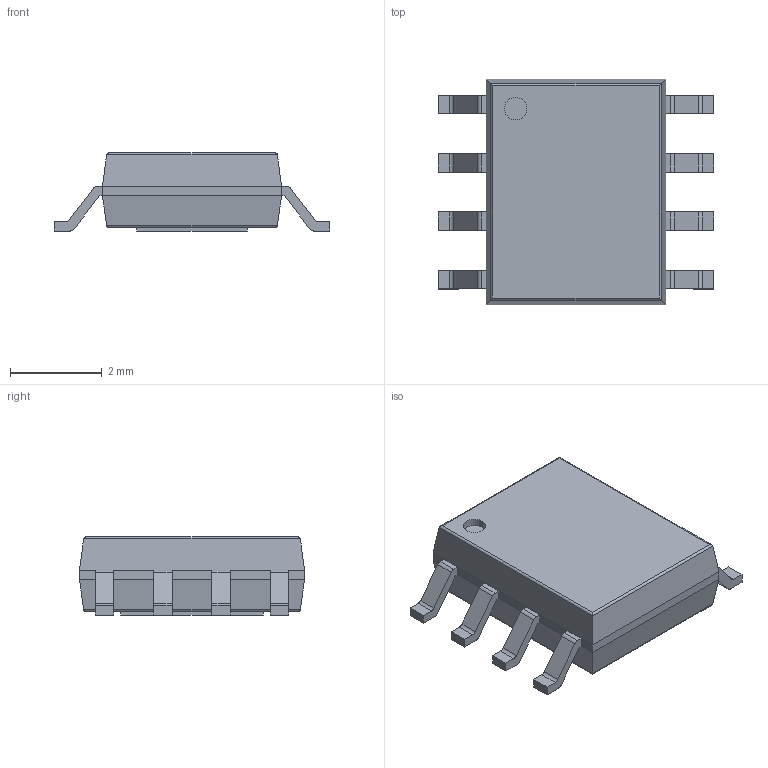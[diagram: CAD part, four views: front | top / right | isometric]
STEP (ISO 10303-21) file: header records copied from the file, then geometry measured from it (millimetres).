
FILE_DESCRIPTION(('CAx-IF Rec.Pracs.---Model Styling and Organization---1.5---2016-08-15','CAx-IF Rec.Pracs.---Geometric and Assembly Validation Properties---4.4---2016-08-17','CAx-IF Rec.Pracs.---User Defined Attributes---1.5---2016-08-15','CAx-IF Rec.Pracs.---External References---2.1---2005-01-19'),'2;1');
FILE_NAME('5581.4.1.step','2023-03-28T01:00:04',('Unspecified'),('Unspecified'),'CAD Exchanger 3.8.1 (cadexchanger.com)','Unspecified','');
FILE_SCHEMA(('AUTOMOTIVE_DESIGN { 1 0 10303 214 1 1 1 1 }'));
Length unit declared in the file: millimetre
Products named in the file (4): ASSEMBLY; Body; PinsArrayLR; ThermalPad
Assembly tree (3 placements, depth 2):
  ASSEMBLY
    Body
    PinsArrayLR
    ThermalPad
Bounding box: 6 x 4.9 x 1.7 mm (x, y, z)
Volume: 31.3 mm3; surface area: 94 mm2
Topology: 10 solids, 10 shells, 134 faces, 323 edges, 210 vertices
Faces by surface type: plane 101, cylinder 33
Full cylindrical faces by diameter (mm): 0.487 x1
Entity records: 3971 total; most frequent: CARTESIAN_POINT 669, DIRECTION 653, ORIENTED_EDGE 646, EDGE_CURVE 323, LINE 265, VECTOR 265, VERTEX_POINT 210, AXIS2_PLACEMENT_3D 194
